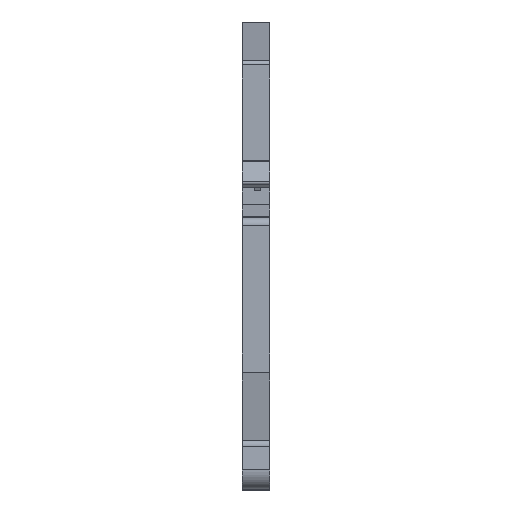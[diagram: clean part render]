
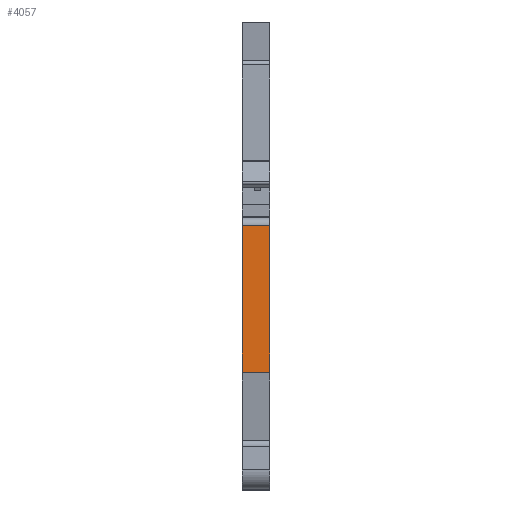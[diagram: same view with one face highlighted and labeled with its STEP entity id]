
A CAD part, front view. The second image highlights one B-rep face of the part: STEP entity #4057.
In plain terms, the highlighted planar face has unit normal (0, -1, 0).
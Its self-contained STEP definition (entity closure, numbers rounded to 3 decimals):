
#4036=AXIS2_PLACEMENT_3D('Plane Axis2P3D',#4033,#4034,#4035) ;
#355=CARTESIAN_POINT('Vertex',(3.,1.813,28.41)) ;
#358=CARTESIAN_POINT('Line Origine',(3.,1.813,20.528)) ;
#362=CARTESIAN_POINT('Vertex',(3.,1.813,12.647)) ;
#2764=CARTESIAN_POINT('Vertex',(0.,1.813,12.647)) ;
#2767=CARTESIAN_POINT('Line Origine',(0.,1.813,20.528)) ;
#2771=CARTESIAN_POINT('Vertex',(0.,1.813,28.41)) ;
#4021=CARTESIAN_POINT('Line Origine',(2.11,1.813,28.41)) ;
#4033=CARTESIAN_POINT('Axis2P3D Location',(-5.1,1.813,19.137)) ;
#4038=CARTESIAN_POINT('Line Origine',(2.975,1.813,12.647)) ;
#4042=CARTESIAN_POINT('Vertex',(2.95,1.813,12.647)) ;
#4045=CARTESIAN_POINT('Line Origine',(1.475,1.813,12.647)) ;
#359=DIRECTION('Vector Direction',(0.,0.,-1.)) ;
#2768=DIRECTION('Vector Direction',(0.,0.,-1.)) ;
#4022=DIRECTION('Vector Direction',(-1.,0.,0.)) ;
#4034=DIRECTION('Axis2P3D Direction',(0.,-1.,0.)) ;
#4035=DIRECTION('Axis2P3D XDirection',(0.,0.,-1.)) ;
#4039=DIRECTION('Vector Direction',(-1.,0.,0.)) ;
#4046=DIRECTION('Vector Direction',(1.,0.,0.)) ;
#360=VECTOR('Line Direction',#359,1.) ;
#2769=VECTOR('Line Direction',#2768,1.) ;
#4023=VECTOR('Line Direction',#4022,1.) ;
#4040=VECTOR('Line Direction',#4039,1.) ;
#4047=VECTOR('Line Direction',#4046,1.) ;
#4051=ORIENTED_EDGE('',*,*,#4044,.T.) ;
#4052=ORIENTED_EDGE('',*,*,#364,.F.) ;
#4053=ORIENTED_EDGE('',*,*,#4025,.F.) ;
#4054=ORIENTED_EDGE('',*,*,#2773,.F.) ;
#4055=ORIENTED_EDGE('',*,*,#4049,.F.) ;
#4057=ADVANCED_FACE('AAP_ITB_2-5_BB_BL',(#4056),#4037,.T.) ;
#364=EDGE_CURVE('',#356,#363,#361,.T.) ;
#2773=EDGE_CURVE('',#2765,#2772,#2770,.F.) ;
#4025=EDGE_CURVE('',#2772,#356,#4024,.F.) ;
#4044=EDGE_CURVE('',#4043,#363,#4041,.F.) ;
#4049=EDGE_CURVE('',#4043,#2765,#4048,.F.) ;
#4050=EDGE_LOOP('',(#4051,#4052,#4053,#4054,#4055)) ;
#4056=FACE_OUTER_BOUND('',#4050,.T.) ;
#361=LINE('Line',#358,#360) ;
#2770=LINE('Line',#2767,#2769) ;
#4024=LINE('Line',#4021,#4023) ;
#4041=LINE('Line',#4038,#4040) ;
#4048=LINE('Line',#4045,#4047) ;
#4037=PLANE('',#4036) ;
#356=VERTEX_POINT('',#355) ;
#363=VERTEX_POINT('',#362) ;
#2765=VERTEX_POINT('',#2764) ;
#2772=VERTEX_POINT('',#2771) ;
#4043=VERTEX_POINT('',#4042) ;
